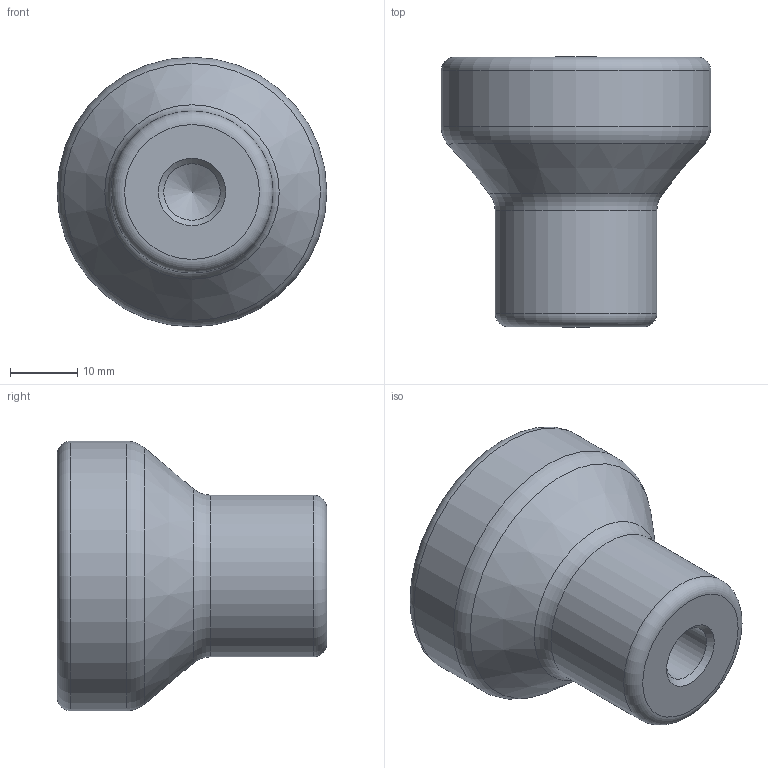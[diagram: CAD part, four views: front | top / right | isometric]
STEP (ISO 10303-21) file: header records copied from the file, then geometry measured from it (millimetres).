
FILE_DESCRIPTION( ( 'STEP AP214' ), '1' );
FILE_NAME( 'K0250.2410.stp', '2020-11-26T15:00:44', ( '' ), ( '' ), ' ', 'PARTsolutions', ' ' );
FILE_SCHEMA( ( 'AUTOMOTIVE_DESIGN { 1 0 10303 214 1 1 1 1 }' ) );
Length unit declared in the file: millimetre
Products named in the file (1): _K0250.2410
Bounding box: 40 x 40 x 40 mm (x, y, z)
Volume: 28520.5 mm3; surface area: 6289.6 mm2
Topology: 1 solids, 1 shells, 13 faces, 26 edges, 15 vertices
Faces by surface type: torus 4, cone 3, cylinder 3, plane 2, sphere 1
Full cylindrical faces by diameter (mm): 8.376 x1, 24 x1, 40 x1
Entity records: 382 total; most frequent: DIRECTION 52, CARTESIAN_POINT 40, AXIS2_PLACEMENT_3D 26, EDGE_LOOP 24, ORIENTED_EDGE 24, FACE_OUTER_BOUND 20, VERTEX_POINT 14, STYLED_ITEM 13
